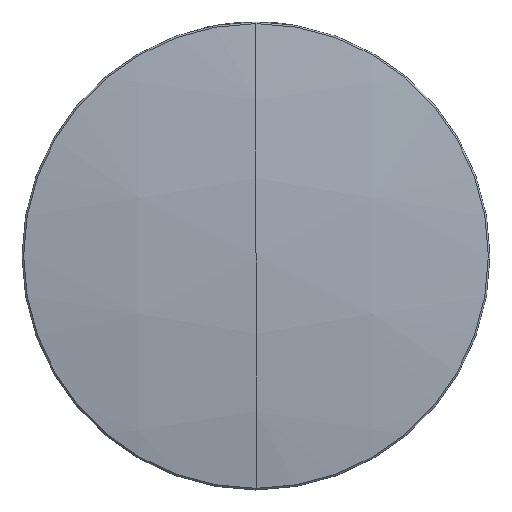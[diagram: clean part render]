
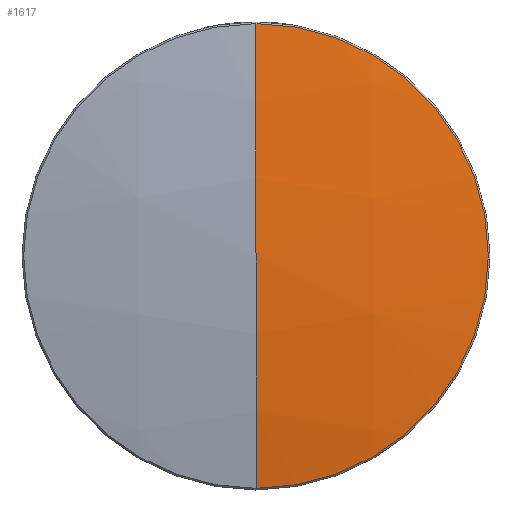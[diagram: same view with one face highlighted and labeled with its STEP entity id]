
A CAD part, top view. The second image highlights one B-rep face of the part: STEP entity #1617.
In plain terms, the highlighted spherical face has radius 154.52 mm.
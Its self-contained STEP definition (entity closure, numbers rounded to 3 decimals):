
#143 = DIRECTION ( 'NONE',  ( 0., -1., 0. ) ) ;
#170 = DIRECTION ( 'NONE',  ( 0., -1., 0. ) ) ;
#204 = AXIS2_PLACEMENT_3D ( 'NONE', #567, #538, #1819 ) ;
#235 = AXIS2_PLACEMENT_3D ( 'NONE', #2252, #1620, #1428 ) ;
#321 = CARTESIAN_POINT ( 'NONE',  ( 0., 0., -151.97 ) ) ;
#481 = CARTESIAN_POINT ( 'NONE',  ( 0., 25.223, 0.477 ) ) ;
#538 = DIRECTION ( 'NONE',  ( 1., 0., 0. ) ) ;
#567 = CARTESIAN_POINT ( 'NONE',  ( 0., 0., -151.97 ) ) ;
#569 = CARTESIAN_POINT ( 'NONE',  ( 0., 0., -151.97 ) ) ;
#652 = CARTESIAN_POINT ( 'NONE',  ( 0., 0., 0.477 ) ) ;
#769 = ORIENTED_EDGE ( 'NONE', *, *, #2120, .F. ) ;
#833 = EDGE_CURVE ( 'NONE', #918, #1533, #1624, .T. ) ;
#918 = VERTEX_POINT ( 'NONE', #2694 ) ;
#1016 = CARTESIAN_POINT ( 'NONE',  ( 25.223, 0., 0.477 ) ) ;
#1051 = DIRECTION ( 'NONE',  ( 0., 0., 1. ) ) ;
#1061 = DIRECTION ( 'NONE',  ( 1., 0., 0. ) ) ;
#1246 = ORIENTED_EDGE ( 'NONE', *, *, #833, .T. ) ;
#1352 = EDGE_CURVE ( 'NONE', #2661, #2673, #2185, .T. ) ;
#1392 = DIRECTION ( 'NONE',  ( 1., 0., 0. ) ) ;
#1428 = DIRECTION ( 'NONE',  ( 1., 0., 0. ) ) ;
#1467 = AXIS2_PLACEMENT_3D ( 'NONE', #321, #1392, #143 ) ;
#1493 = FACE_OUTER_BOUND ( 'NONE', #2536, .T. ) ;
#1533 = VERTEX_POINT ( 'NONE', #1016 ) ;
#1617 = ADVANCED_FACE ( 'NONE', ( #1493 ), #1886, .T. ) ;
#1620 = DIRECTION ( 'NONE',  ( 0., 0., 1. ) ) ;
#1624 = CIRCLE ( 'NONE', #235, 25.223 ) ;
#1789 = AXIS2_PLACEMENT_3D ( 'NONE', #569, #2643, #170 ) ;
#1819 = DIRECTION ( 'NONE',  ( 0., 1., 0. ) ) ;
#1886 = SPHERICAL_SURFACE ( 'NONE', #1467, 154.52 ) ;
#1921 = ORIENTED_EDGE ( 'NONE', *, *, #2412, .T. ) ;
#1947 = ORIENTED_EDGE ( 'NONE', *, *, #1352, .T. ) ;
#2080 = AXIS2_PLACEMENT_3D ( 'NONE', #652, #1051, #1061 ) ;
#2120 = EDGE_CURVE ( 'NONE', #918, #2673, #2424, .T. ) ;
#2157 = CARTESIAN_POINT ( 'NONE',  ( 0., 0., 2.55 ) ) ;
#2185 = CIRCLE ( 'NONE', #204, 154.52 ) ;
#2252 = CARTESIAN_POINT ( 'NONE',  ( 0., 0., 0.477 ) ) ;
#2412 = EDGE_CURVE ( 'NONE', #1533, #2661, #2491, .T. ) ;
#2424 = CIRCLE ( 'NONE', #1789, 154.52 ) ;
#2491 = CIRCLE ( 'NONE', #2080, 25.223 ) ;
#2536 = EDGE_LOOP ( 'NONE', ( #1246, #1921, #1947, #769 ) ) ;
#2643 = DIRECTION ( 'NONE',  ( -1., 0., 0. ) ) ;
#2661 = VERTEX_POINT ( 'NONE', #481 ) ;
#2673 = VERTEX_POINT ( 'NONE', #2157 ) ;
#2694 = CARTESIAN_POINT ( 'NONE',  ( 0., -25.223, 0.477 ) ) ;
